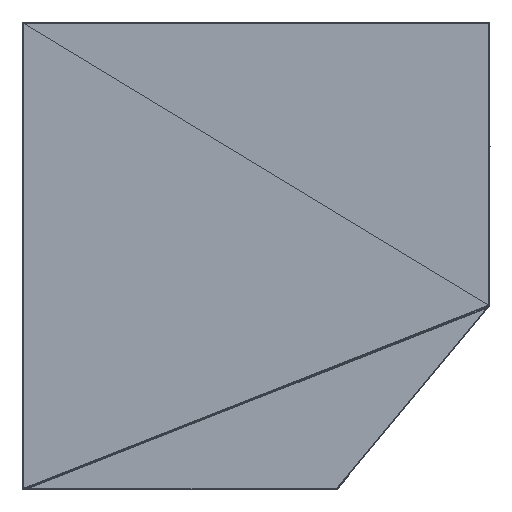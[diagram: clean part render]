
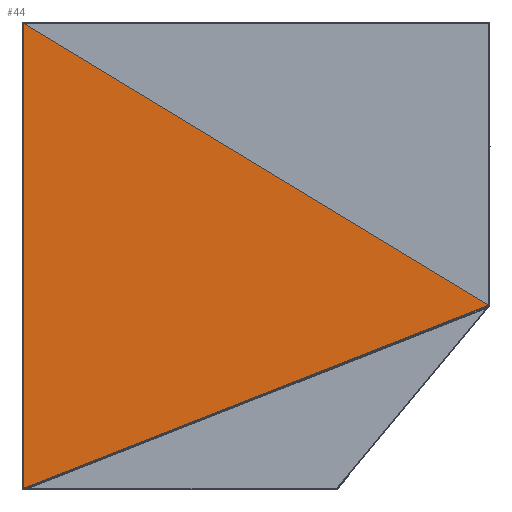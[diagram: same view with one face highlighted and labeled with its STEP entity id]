
A CAD part, left-side view. The second image highlights one B-rep face of the part: STEP entity #44.
In plain terms, the highlighted free-form (B-spline) face has degree [1, 1] with [2, 2] control points.
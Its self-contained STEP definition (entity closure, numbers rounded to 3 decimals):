
#44=ADVANCED_FACE('',(#852),#7797,.T.);
#852=FACE_OUTER_BOUND('',#1660,.T.);
#1660=EDGE_LOOP('',(#2508,#2509,#2510));
#2508=ORIENTED_EDGE('',*,*,#4911,.F.);
#2509=ORIENTED_EDGE('',*,*,#4880,.F.);
#2510=ORIENTED_EDGE('',*,*,#4881,.T.);
#4880=EDGE_CURVE('',#7297,#7305,#6092,.T.);
#4881=EDGE_CURVE('',#7297,#7306,#6093,.T.);
#4911=EDGE_CURVE('',#7305,#7306,#6123,.T.);
#6092=B_SPLINE_CURVE_WITH_KNOTS('',1,(#12111,#12112),.UNSPECIFIED.,.F.,
 .F.,(2,2),(0.,1.),.UNSPECIFIED.);
#6093=B_SPLINE_CURVE_WITH_KNOTS('',1,(#12113,#12114),.UNSPECIFIED.,.F.,
 .F.,(2,2),(0.,1.),.UNSPECIFIED.);
#6123=B_SPLINE_CURVE_WITH_KNOTS('',1,(#12173,#12174),.UNSPECIFIED.,.F.,
 .F.,(2,2),(0.,1.),.UNSPECIFIED.);
#7297=VERTEX_POINT('',#11690);
#7305=VERTEX_POINT('',#11698);
#7306=VERTEX_POINT('',#11699);
#7797=B_SPLINE_SURFACE_WITH_KNOTS('',1,1,((#8762,#8763),(#8764,#8765)),
 .UNSPECIFIED.,.F.,.F.,.F.,(2,2),(2,2),(0.,447.532),(0.,481.41),
 .UNSPECIFIED.);
#8762=CARTESIAN_POINT('',(0.001,449.246,449.));
#8763=CARTESIAN_POINT('',(0.,1.246,625.213));
#8764=CARTESIAN_POINT('',(0.001,449.246,1.468));
#8765=CARTESIAN_POINT('',(0.,1.246,177.681));
#11690=CARTESIAN_POINT('',(0.,1.246,177.681));
#11698=CARTESIAN_POINT('',(0.001,449.246,1.468));
#11699=CARTESIAN_POINT('',(0.001,449.246,449.));
#12111=CARTESIAN_POINT('',(0.,1.246,177.681));
#12112=CARTESIAN_POINT('',(0.001,449.246,1.468));
#12113=CARTESIAN_POINT('',(0.,1.246,177.681));
#12114=CARTESIAN_POINT('',(0.001,449.246,449.));
#12173=CARTESIAN_POINT('',(0.001,449.246,1.468));
#12174=CARTESIAN_POINT('',(0.001,449.246,449.));
